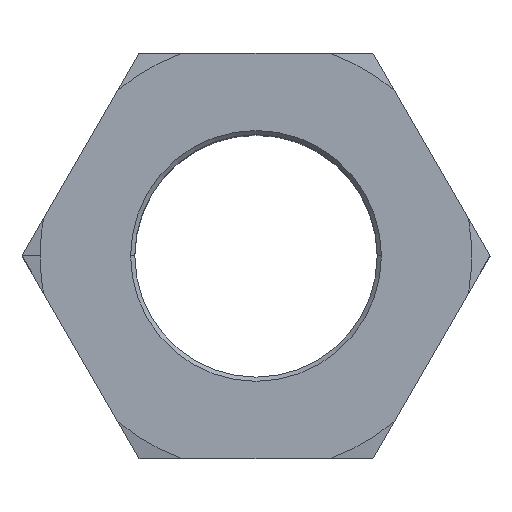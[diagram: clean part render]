
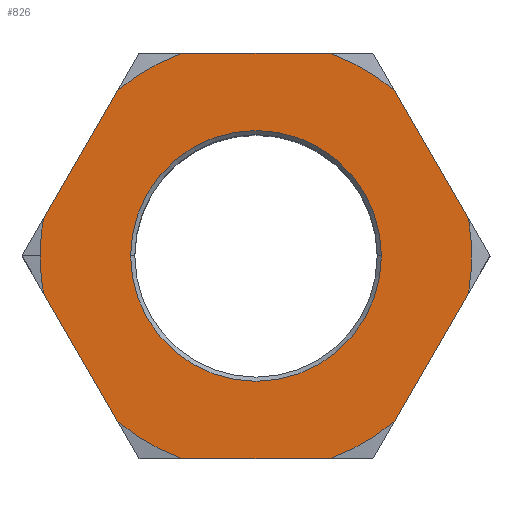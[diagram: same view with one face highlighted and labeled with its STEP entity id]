
A CAD part, top view. The second image highlights one B-rep face of the part: STEP entity #826.
In plain terms, the highlighted planar face has unit normal (0, 0, 1).
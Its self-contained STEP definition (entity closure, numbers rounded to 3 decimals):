
#11 = DIRECTION ( 'NONE',  ( 1., 0., 0. ) ) ;
#12 = DIRECTION ( 'NONE',  ( 0., 0., 1. ) ) ;
#13 = CARTESIAN_POINT ( 'NONE',  ( 0., 0., 10.5 ) ) ;
#14 = AXIS2_PLACEMENT_3D ( 'NONE', #13, #12, #11 ) ;
#15 = CIRCLE ( 'NONE', #14, 11.712 ) ;
#37 = CARTESIAN_POINT ( 'NONE',  ( 11.536, 2.018, 10.5 ) ) ;
#38 = VECTOR ( 'NONE', #76, 1000. ) ;
#68 = CARTESIAN_POINT ( 'NONE',  ( -4.02, 11., 10.5 ) ) ;
#76 = DIRECTION ( 'NONE',  ( 0.5, 0.866, 0. ) ) ;
#77 = CARTESIAN_POINT ( 'NONE',  ( 6.351, -11., 10.5 ) ) ;
#78 = LINE ( 'NONE', #77, #38 ) ;
#82 = CARTESIAN_POINT ( 'NONE',  ( 11.536, -2.018, 10.5 ) ) ;
#100 = AXIS2_PLACEMENT_3D ( 'NONE', #128, #127, #115 ) ;
#107 = CARTESIAN_POINT ( 'NONE',  ( -4.02, -11., 10.5 ) ) ;
#108 = DIRECTION ( 'NONE',  ( 1., 0., 0. ) ) ;
#110 = CIRCLE ( 'NONE', #100, 11.712 ) ;
#111 = DIRECTION ( 'NONE',  ( 0., 0., 1. ) ) ;
#112 = CARTESIAN_POINT ( 'NONE',  ( 0., 0., 10.5 ) ) ;
#113 = AXIS2_PLACEMENT_3D ( 'NONE', #112, #111, #108 ) ;
#114 = CIRCLE ( 'NONE', #113, 11.712 ) ;
#115 = DIRECTION ( 'NONE',  ( 1., 0., 0. ) ) ;
#124 = CARTESIAN_POINT ( 'NONE',  ( 4.02, 11., 10.5 ) ) ;
#127 = DIRECTION ( 'NONE',  ( 0., 0., 1. ) ) ;
#128 = CARTESIAN_POINT ( 'NONE',  ( 0., 0., 10.5 ) ) ;
#129 = CARTESIAN_POINT ( 'NONE',  ( -7.516, -8.982, 10.5 ) ) ;
#130 = CARTESIAN_POINT ( 'NONE',  ( 7.516, -8.982, 10.5 ) ) ;
#145 = CARTESIAN_POINT ( 'NONE',  ( 7.516, 8.982, 10.5 ) ) ;
#146 = DIRECTION ( 'NONE',  ( -0.5, 0.866, 0. ) ) ;
#147 = VECTOR ( 'NONE', #146, 1000. ) ;
#185 = DIRECTION ( 'NONE',  ( 1., 0., 0. ) ) ;
#186 = DIRECTION ( 'NONE',  ( 0., 0., 1. ) ) ;
#187 = CARTESIAN_POINT ( 'NONE',  ( 0., 0., 10.5 ) ) ;
#188 = AXIS2_PLACEMENT_3D ( 'NONE', #187, #186, #185 ) ;
#189 = CIRCLE ( 'NONE', #188, 11.712 ) ;
#191 = DIRECTION ( 'NONE',  ( -1., 0., 0. ) ) ;
#200 = CARTESIAN_POINT ( 'NONE',  ( 12.702, 0., 10.5 ) ) ;
#201 = LINE ( 'NONE', #200, #147 ) ;
#203 = DIRECTION ( 'NONE',  ( 0., 0., -1. ) ) ;
#204 = AXIS2_PLACEMENT_3D ( 'NONE', #205, #203, #191 ) ;
#205 = CARTESIAN_POINT ( 'NONE',  ( 0., 12.702, 10.5 ) ) ;
#206 = PLANE ( 'NONE',  #204 ) ;
#207 = FACE_BOUND ( 'NONE', #964, .T. ) ;
#208 = FACE_OUTER_BOUND ( 'NONE', #827, .T. ) ;
#212 = DIRECTION ( 'NONE',  ( 1., 0., 0. ) ) ;
#213 = VECTOR ( 'NONE', #212, 1000. ) ;
#214 = CARTESIAN_POINT ( 'NONE',  ( -6.351, -11., 10.5 ) ) ;
#215 = LINE ( 'NONE', #214, #213 ) ;
#216 = DIRECTION ( 'NONE',  ( 1., 0., 0. ) ) ;
#217 = DIRECTION ( 'NONE',  ( 0., 0., 1. ) ) ;
#218 = CARTESIAN_POINT ( 'NONE',  ( 0., 0., 10.5 ) ) ;
#219 = AXIS2_PLACEMENT_3D ( 'NONE', #218, #217, #216 ) ;
#220 = CIRCLE ( 'NONE', #219, 11.712 ) ;
#328 = CARTESIAN_POINT ( 'NONE',  ( 0., 0., 10.5 ) ) ;
#329 = DIRECTION ( 'NONE',  ( 0., 0., 1. ) ) ;
#330 = DIRECTION ( 'NONE',  ( 1., 0., 0. ) ) ;
#343 = DIRECTION ( 'NONE',  ( 1., 0., 0. ) ) ;
#344 = DIRECTION ( 'NONE',  ( 0., 0., 1. ) ) ;
#345 = CARTESIAN_POINT ( 'NONE',  ( 0., 0., 10.5 ) ) ;
#346 = AXIS2_PLACEMENT_3D ( 'NONE', #345, #344, #343 ) ;
#347 = CIRCLE ( 'NONE', #346, 6.808 ) ;
#353 = CIRCLE ( 'NONE', #355, 11.712 ) ;
#354 = LINE ( 'NONE', #375, #374 ) ;
#355 = AXIS2_PLACEMENT_3D ( 'NONE', #328, #329, #330 ) ;
#373 = DIRECTION ( 'NONE',  ( 0.5, -0.866, 0. ) ) ;
#374 = VECTOR ( 'NONE', #373, 1000. ) ;
#375 = CARTESIAN_POINT ( 'NONE',  ( -12.702, 0., 10.5 ) ) ;
#405 = DIRECTION ( 'NONE',  ( -1., 0., 0. ) ) ;
#427 = LINE ( 'NONE', #464, #463 ) ;
#428 = CARTESIAN_POINT ( 'NONE',  ( -11.536, 2.018, 10.5 ) ) ;
#433 = CARTESIAN_POINT ( 'NONE',  ( -11.536, -2.018, 10.5 ) ) ;
#436 = CARTESIAN_POINT ( 'NONE',  ( -7.516, 8.982, 10.5 ) ) ;
#445 = CARTESIAN_POINT ( 'NONE',  ( -6.808, 0., 10.5 ) ) ;
#458 = LINE ( 'NONE', #460, #459 ) ;
#459 = VECTOR ( 'NONE', #405, 1000. ) ;
#460 = CARTESIAN_POINT ( 'NONE',  ( 6.351, 11., 10.5 ) ) ;
#462 = DIRECTION ( 'NONE',  ( -0.5, -0.866, 0. ) ) ;
#463 = VECTOR ( 'NONE', #462, 1000. ) ;
#464 = CARTESIAN_POINT ( 'NONE',  ( -6.351, 11., 10.5 ) ) ;
#471 = CARTESIAN_POINT ( 'NONE',  ( 4.02, -11., 10.5 ) ) ;
#512 = DIRECTION ( 'NONE',  ( 1., 0., 0. ) ) ;
#513 = DIRECTION ( 'NONE',  ( 0., 0., 1. ) ) ;
#514 = CARTESIAN_POINT ( 'NONE',  ( 0., 0., 10.5 ) ) ;
#515 = AXIS2_PLACEMENT_3D ( 'NONE', #514, #513, #512 ) ;
#516 = CIRCLE ( 'NONE', #515, 11.712 ) ;
#553 = CARTESIAN_POINT ( 'NONE',  ( 6.808, 0., 10.5 ) ) ;
#554 = DIRECTION ( 'NONE',  ( 1., 0., 0. ) ) ;
#555 = DIRECTION ( 'NONE',  ( 0., 0., 1. ) ) ;
#556 = AXIS2_PLACEMENT_3D ( 'NONE', #576, #555, #554 ) ;
#557 = CIRCLE ( 'NONE', #556, 6.808 ) ;
#576 = CARTESIAN_POINT ( 'NONE',  ( 0., 0., 10.5 ) ) ;
#642 = CARTESIAN_POINT ( 'NONE',  ( -11.712, 0., 10.5 ) ) ;
#739 = EDGE_CURVE ( 'NONE', #961, #781, #15, .T. ) ;
#743 = EDGE_CURVE ( 'NONE', #781, #744, #78, .T. ) ;
#744 = VERTEX_POINT ( 'NONE', #82 ) ;
#745 = VERTEX_POINT ( 'NONE', #37 ) ;
#751 = ORIENTED_EDGE ( 'NONE', *, *, #886, .T. ) ;
#759 = VERTEX_POINT ( 'NONE', #68 ) ;
#773 = VERTEX_POINT ( 'NONE', #124 ) ;
#774 = ORIENTED_EDGE ( 'NONE', *, *, #963, .T. ) ;
#778 = ORIENTED_EDGE ( 'NONE', *, *, #779, .T. ) ;
#779 = EDGE_CURVE ( 'NONE', #821, #773, #110, .T. ) ;
#780 = ORIENTED_EDGE ( 'NONE', *, *, #739, .T. ) ;
#781 = VERTEX_POINT ( 'NONE', #130 ) ;
#783 = VERTEX_POINT ( 'NONE', #129 ) ;
#784 = ORIENTED_EDGE ( 'NONE', *, *, #785, .T. ) ;
#785 = EDGE_CURVE ( 'NONE', #783, #786, #114, .T. ) ;
#786 = VERTEX_POINT ( 'NONE', #107 ) ;
#819 = ORIENTED_EDGE ( 'NONE', *, *, #820, .T. ) ;
#820 = EDGE_CURVE ( 'NONE', #745, #821, #201, .T. ) ;
#821 = VERTEX_POINT ( 'NONE', #145 ) ;
#822 = ORIENTED_EDGE ( 'NONE', *, *, #743, .T. ) ;
#826 = ADVANCED_FACE ( 'NONE', ( #208, #207 ), #206, .F. ) ;
#827 = EDGE_LOOP ( 'NONE', ( #828, #980, #983, #908, #909, #784, #962, #780, #822, #751, #819, #778, #774 ) ) ;
#828 = ORIENTED_EDGE ( 'NONE', *, *, #829, .T. ) ;
#829 = EDGE_CURVE ( 'NONE', #759, #979, #189, .T. ) ;
#886 = EDGE_CURVE ( 'NONE', #744, #745, #220, .T. ) ;
#887 = EDGE_CURVE ( 'NONE', #786, #961, #215, .T. ) ;
#888 = ORIENTED_EDGE ( 'NONE', *, *, #1082, .F. ) ;
#906 = EDGE_CURVE ( 'NONE', #1099, #978, #353, .T. ) ;
#908 = ORIENTED_EDGE ( 'NONE', *, *, #906, .T. ) ;
#909 = ORIENTED_EDGE ( 'NONE', *, *, #910, .T. ) ;
#910 = EDGE_CURVE ( 'NONE', #978, #783, #354, .T. ) ;
#958 = ORIENTED_EDGE ( 'NONE', *, *, #959, .F. ) ;
#959 = EDGE_CURVE ( 'NONE', #1083, #1042, #347, .T. ) ;
#961 = VERTEX_POINT ( 'NONE', #471 ) ;
#962 = ORIENTED_EDGE ( 'NONE', *, *, #887, .T. ) ;
#963 = EDGE_CURVE ( 'NONE', #773, #759, #458, .T. ) ;
#964 = EDGE_LOOP ( 'NONE', ( #958, #888 ) ) ;
#978 = VERTEX_POINT ( 'NONE', #433 ) ;
#979 = VERTEX_POINT ( 'NONE', #436 ) ;
#980 = ORIENTED_EDGE ( 'NONE', *, *, #981, .T. ) ;
#981 = EDGE_CURVE ( 'NONE', #979, #982, #427, .T. ) ;
#982 = VERTEX_POINT ( 'NONE', #428 ) ;
#983 = ORIENTED_EDGE ( 'NONE', *, *, #984, .T. ) ;
#984 = EDGE_CURVE ( 'NONE', #982, #1099, #516, .T. ) ;
#1042 = VERTEX_POINT ( 'NONE', #445 ) ;
#1082 = EDGE_CURVE ( 'NONE', #1042, #1083, #557, .T. ) ;
#1083 = VERTEX_POINT ( 'NONE', #553 ) ;
#1099 = VERTEX_POINT ( 'NONE', #642 ) ;
